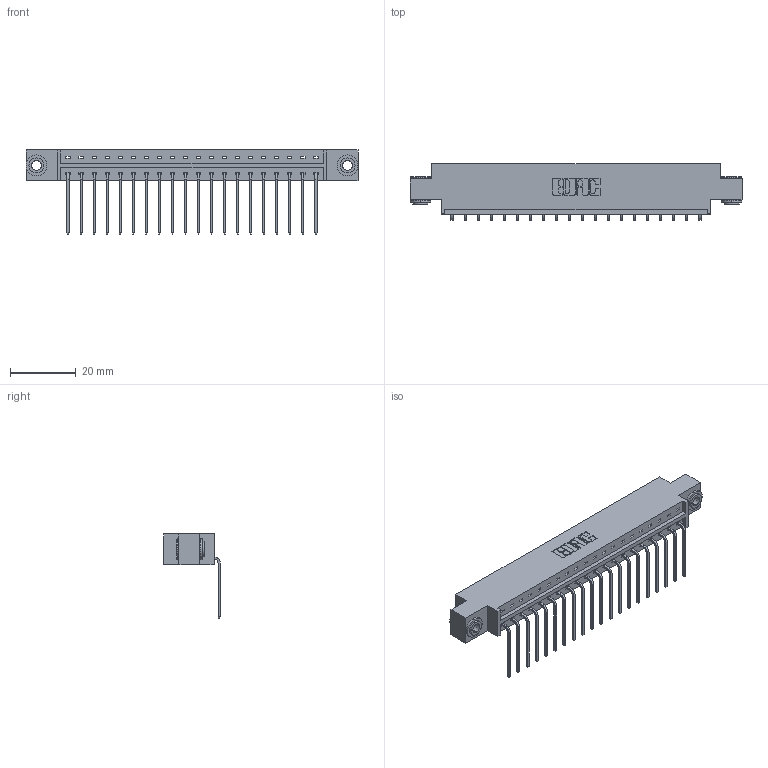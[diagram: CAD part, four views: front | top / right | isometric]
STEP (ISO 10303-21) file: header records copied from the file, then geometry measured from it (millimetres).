
FILE_DESCRIPTION (( 'STEP AP203' ), '1' );
FILE_NAME ('333-020-559-603.STEP', '2018-08-02T00:42:26', ( '' ), ( '' ), 'SwSTEP 2.0', 'SolidWorks 2016', '' );
FILE_SCHEMA (( 'CONFIG_CONTROL_DESIGN' ));
Length unit declared in the file: inch
Products named in the file (4): 333 Part_Offset - .156 Dia - TH; 345-292-001_558 559 Tail - 1; 345-250-002_345-250-002-102; 333-020-559-603
Assembly tree (23 placements, depth 2):
  333-020-559-603
    333 Part_Offset - .156 Dia - TH
    345-292-001_558 559 Tail - 1  x20
    345-250-002_345-250-002-102  x2
Bounding box: 100.79 x 17.09 x 25.53 mm (x, y, z)
Volume: 9811.1 mm3; surface area: 11305.6 mm2
Topology: 23 solids, 23 shells, 1356 faces, 4039 edges, 2662 vertices
Faces by surface type: plane 964, cylinder 384, cone 8
Entity records: 15938 total; most frequent: CARTESIAN_POINT 2733, ORIENTED_EDGE 2682, DIRECTION 2383, EDGE_CURVE 1341, VECTOR 1189, LINE 1189, VERTEX_POINT 890, AXIS2_PLACEMENT_3D 597
